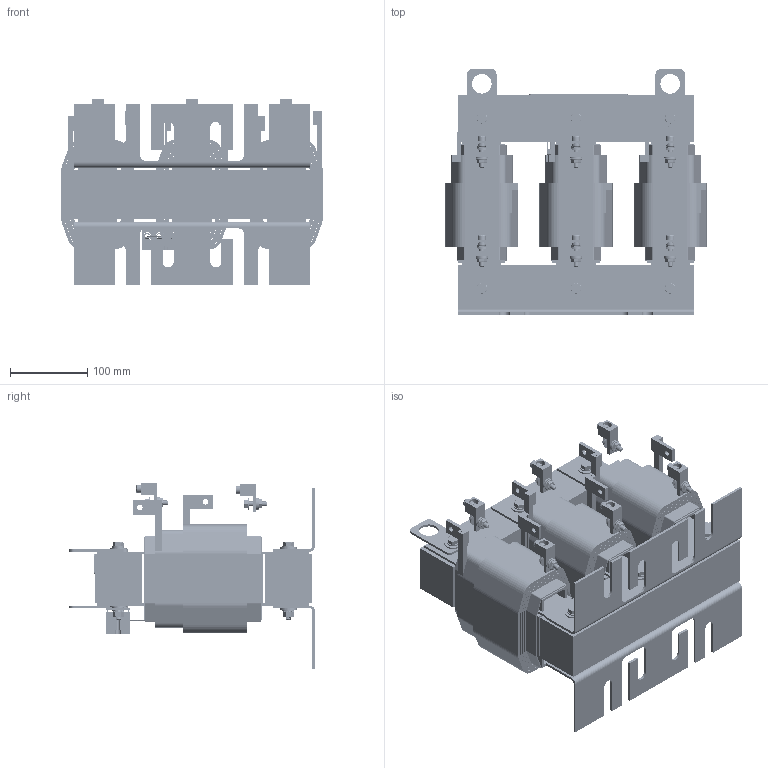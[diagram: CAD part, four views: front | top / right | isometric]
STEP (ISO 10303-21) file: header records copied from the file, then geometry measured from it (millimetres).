
FILE_DESCRIPTION(/* description */ (''),/* implementation_level */ '2;1');
FILE_NAME(/* name */ 'KTRMG110AX2.stp',/* time_stamp */ '2025-06-04T08:39:41-05:00',/* author */ ('jnelson'),/* organization */ (''),/* preprocessor_version */ 'ST-DEVELOPER v20',/* originating_system */ 'Autodesk Inventor 2024',/* authorisation */ '');
FILE_SCHEMA (('AUTOMOTIVE_DESIGN { 1 0 10303 214 3 1 1 }'));
Products named in the file (42): KTRMG110AX2; KTRMG110A; 21513-2.50; 30097- LARGE  BLANK  (REACTOR); 28453; 28453_1; 11923insert-hex head; 11923-1; 11923-HEX SCREW; 24154-1; 21514; 21621-REV-A; 24154-CORE WRAP; 21085-1; 24154-1 COIL; 24154-1outer wrap; 24154-1 outer wrap 2; 32766; Part2; 11619-31829-1714; 32539-31829-1714; 32539; 31621-1; 31553-1; 31829-1714; 1714-better; 31829; 11619-Better; 31615; Cell Label Reactor; Thermal Switch Wired L- 31553 Bracket; TS1 WIRE L-31553 BRACKET; TS2 WIRE l-31553 bracket; 29477-SHORT LEADS; TS1A WIRE KTR5C; TS2 WIRE straight; 14926; 1505 & 1763; 1505; 1745 and 1763 ...
Assembly tree (86 placements, depth 5):
  KTRMG110AX2
    KTRMG110A
      21513-2.50  x2
      30097- LARGE  BLANK  (REACTOR)
      28453
        28453_1
        11923insert-hex head  x3
          11923-1
          11923-HEX SCREW
      24154-1  x3
        21514
        21621-REV-A
        24154-CORE WRAP
        21085-1
        24154-1 COIL
        24154-1outer wrap
        24154-1 outer wrap 2
        32766
      Part2  x2
      11619-31829-1714  x4
        31829
        11619-Better
        1714-better
      32539-31829-1714  x6
        32539
        31829
        1714-better
      31621-1  x2
      31553-1
      31829-1714  x2
        1714-better
        31829
      11619-Better  x2
      31615
      Cell Label Reactor
      Thermal Switch Wired L- 31553 Bracket
        TS1 WIRE L-31553 BRACKET
        TS2 WIRE l-31553 bracket
        29477-SHORT LEADS
        TS1A WIRE KTR5C  x2
        TS2 WIRE straight  x2
    14926  x6
    1745 and 1763  x6
      1745
      1763
    1505 & 1763  x6
      1763
      1505
Bounding box: 338.33 x 318.01 x 241.74 mm (x, y, z)
Volume: 6743377 mm3; surface area: 2706549.6 mm2
Topology: 258 solids, 258 shells, 8306 faces, 22575 edges, 14890 vertices
Faces by surface type: plane 3885, cylinder 3679, bspline 396, cone 318, torus 24, sphere 4
Full cylindrical faces by diameter (mm): 1.524 x14, 4.166 x2, 4.496 x3, 4.724 x2, 5.172 x30, 5.988 x396, 6.35 x42, 6.41 x24, 6.604 x6, 7.01 x6, 7.036 x6, 7.112 x6, 7.137 x12, 7.938 x420, 8.128 x12, 8.636 x12, 9.144 x12, 9.525 x8, 9.906 x2, 10.312 x6, 10.317 x6, 11.144 x6, 12.095 x6, 14.859 x6, 15.748 x12, 15.875 x12, 22.225 x12, 25.4 x2
Entity records: 105747 total; most frequent: CARTESIAN_POINT 33066, ORIENTED_EDGE 15404, DIRECTION 14058, EDGE_CURVE 7702, VERTEX_POINT 5100, LINE 4866, VECTOR 4866, AXIS2_PLACEMENT_3D 4596
